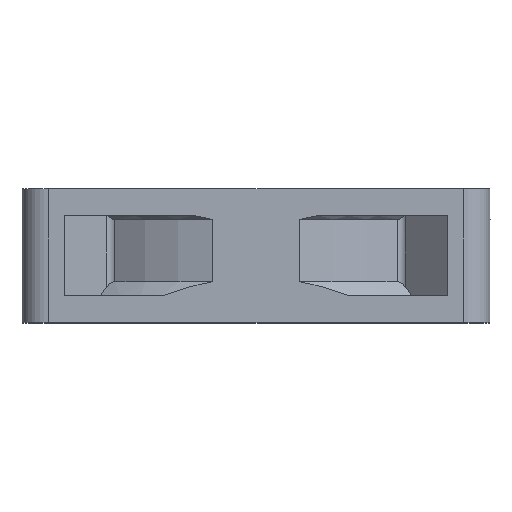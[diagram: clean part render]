
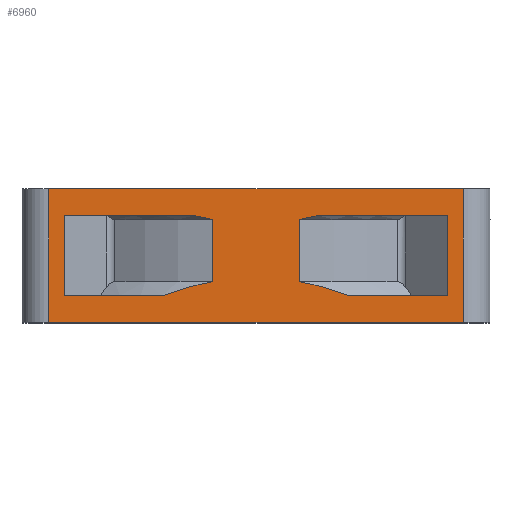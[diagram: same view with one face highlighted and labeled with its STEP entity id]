
A CAD part, top view. The second image highlights one B-rep face of the part: STEP entity #6960.
In plain terms, the highlighted planar face has unit normal (0, 0, 1).
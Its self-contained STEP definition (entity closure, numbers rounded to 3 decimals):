
#29=DIRECTION('',(-1.,0.,0.));
#30=VECTOR('',#29,62.);
#31=CARTESIAN_POINT('',(31.,20.,35.));
#32=LINE('',#31,#30);
#339=DIRECTION('',(1.,0.,0.));
#340=VECTOR('',#339,62.);
#341=CARTESIAN_POINT('',(-31.,0.,35.));
#342=LINE('',#341,#340);
#1528=DIRECTION('',(0.,-1.,0.));
#1529=VECTOR('',#1528,20.);
#1530=CARTESIAN_POINT('',(31.,20.,35.));
#1531=LINE('',#1530,#1529);
#1532=DIRECTION('',(0.,-1.,0.));
#1533=VECTOR('',#1532,12.);
#1534=CARTESIAN_POINT('',(-28.636,16.,35.));
#1535=LINE('',#1534,#1533);
#1536=DIRECTION('',(1.,0.,0.));
#1537=VECTOR('',#1536,14.595);
#1538=CARTESIAN_POINT('',(-28.636,4.,35.));
#1539=LINE('',#1538,#1537);
#1540=CARTESIAN_POINT('',(-6.508,15.389,35.));
#1541=CARTESIAN_POINT('',(-6.815,15.445,35.));
#1542=CARTESIAN_POINT('',(-7.43,15.565,35.));
#1543=CARTESIAN_POINT('',(-8.355,15.768,35.));
#1544=CARTESIAN_POINT('',(-8.976,15.92,35.));
#1545=CARTESIAN_POINT('',(-9.287,16.,35.));
#1547=DIRECTION('',(1.,0.,0.));
#1548=VECTOR('',#1547,14.595);
#1549=CARTESIAN_POINT('',(14.041,4.,35.));
#1550=LINE('',#1549,#1548);
#1551=CARTESIAN_POINT('',(9.287,16.,35.));
#1552=CARTESIAN_POINT('',(8.976,15.92,35.));
#1553=CARTESIAN_POINT('',(8.355,15.768,35.));
#1554=CARTESIAN_POINT('',(7.429,15.565,35.));
#1555=CARTESIAN_POINT('',(6.815,15.445,35.));
#1556=CARTESIAN_POINT('',(6.509,15.389,35.));
#1558=DIRECTION('',(0.,-1.,0.));
#1559=VECTOR('',#1558,9.277);
#1560=CARTESIAN_POINT('',(6.509,15.389,35.));
#1561=LINE('',#1560,#1559);
#1562=DIRECTION('',(0.,-1.,0.));
#1563=VECTOR('',#1562,20.);
#1564=CARTESIAN_POINT('',(-31.,20.,35.));
#1565=LINE('',#1564,#1563);
#2823=DIRECTION('',(1.,0.,0.));
#2824=VECTOR('',#2823,19.349);
#2825=CARTESIAN_POINT('',(-28.636,16.,35.));
#2826=LINE('',#2825,#2824);
#2864=DIRECTION('',(0.,-1.,0.));
#2865=VECTOR('',#2864,9.277);
#2866=CARTESIAN_POINT('',(-6.508,15.389,35.));
#2867=LINE('',#2866,#2865);
#2873=CARTESIAN_POINT('',(-6.508,6.111,35.));
#2874=CARTESIAN_POINT('',(-7.325,5.962,35.));
#2875=CARTESIAN_POINT('',(-8.972,5.606,35.));
#2876=CARTESIAN_POINT('',(-11.471,4.906,35.));
#2877=CARTESIAN_POINT('',(-13.178,4.321,35.));
#2878=CARTESIAN_POINT('',(-14.041,4.,35.));
#2905=DIRECTION('',(0.,-1.,0.));
#2906=VECTOR('',#2905,12.);
#2907=CARTESIAN_POINT('',(28.636,16.,35.));
#2908=LINE('',#2907,#2906);
#2929=CARTESIAN_POINT('',(14.041,4.,35.));
#2930=CARTESIAN_POINT('',(13.176,4.322,35.));
#2931=CARTESIAN_POINT('',(11.466,4.907,35.));
#2932=CARTESIAN_POINT('',(8.968,5.607,35.));
#2933=CARTESIAN_POINT('',(7.323,5.962,35.));
#2934=CARTESIAN_POINT('',(6.508,6.111,35.));
#2973=DIRECTION('',(1.,0.,0.));
#2974=VECTOR('',#2973,19.349);
#2975=CARTESIAN_POINT('',(9.287,16.,35.));
#2976=LINE('',#2975,#2974);
#4192=CARTESIAN_POINT('',(31.,20.,35.));
#4193=VERTEX_POINT('',#4192);
#4194=CARTESIAN_POINT('',(-31.,20.,35.));
#4195=VERTEX_POINT('',#4194);
#4316=CARTESIAN_POINT('',(-31.,0.,35.));
#4317=VERTEX_POINT('',#4316);
#4318=CARTESIAN_POINT('',(31.,0.,35.));
#4319=VERTEX_POINT('',#4318);
#4426=CARTESIAN_POINT('',(-9.287,16.,35.));
#4427=VERTEX_POINT('',#4426);
#4428=VERTEX_POINT('',#1540);
#4436=CARTESIAN_POINT('',(6.508,15.389,35.));
#4437=VERTEX_POINT('',#4436);
#4438=VERTEX_POINT('',#1551);
#4467=CARTESIAN_POINT('',(-6.508,6.111,35.));
#4468=VERTEX_POINT('',#4467);
#4475=CARTESIAN_POINT('',(6.508,6.111,35.));
#4476=VERTEX_POINT('',#4475);
#4530=CARTESIAN_POINT('',(-28.636,16.,35.));
#4531=VERTEX_POINT('',#4530);
#4532=CARTESIAN_POINT('',(-28.636,4.,35.));
#4533=VERTEX_POINT('',#4532);
#4534=CARTESIAN_POINT('',(-14.041,4.,35.));
#4535=VERTEX_POINT('',#4534);
#4536=CARTESIAN_POINT('',(14.041,4.,35.));
#4537=CARTESIAN_POINT('',(28.636,4.,35.));
#4538=VERTEX_POINT('',#4536);
#4539=VERTEX_POINT('',#4537);
#4540=CARTESIAN_POINT('',(28.636,16.,35.));
#4541=VERTEX_POINT('',#4540);
#6920=CARTESIAN_POINT('',(31.,20.,35.));
#6921=DIRECTION('',(0.,0.,-1.));
#6922=DIRECTION('',(-1.,0.,0.));
#6923=AXIS2_PLACEMENT_3D('',#6920,#6921,#6922);
#6924=PLANE('',#6923);
#6925=ORIENTED_EDGE('',*,*,#6912,.T.);
#6926=ORIENTED_EDGE('',*,*,#5646,.F.);
#6928=ORIENTED_EDGE('',*,*,#6927,.F.);
#6929=ORIENTED_EDGE('',*,*,#5375,.F.);
#6930=EDGE_LOOP('',(#6925,#6926,#6928,#6929));
#6931=FACE_OUTER_BOUND('',#6930,.F.);
#6933=ORIENTED_EDGE('',*,*,#6932,.F.);
#6935=ORIENTED_EDGE('',*,*,#6934,.T.);
#6937=ORIENTED_EDGE('',*,*,#6936,.T.);
#6939=ORIENTED_EDGE('',*,*,#6938,.F.);
#6941=ORIENTED_EDGE('',*,*,#6940,.F.);
#6943=ORIENTED_EDGE('',*,*,#6942,.T.);
#6944=EDGE_LOOP('',(#6933,#6935,#6937,#6939,#6941,#6943));
#6945=FACE_BOUND('',#6944,.F.);
#6947=ORIENTED_EDGE('',*,*,#6946,.T.);
#6949=ORIENTED_EDGE('',*,*,#6948,.F.);
#6951=ORIENTED_EDGE('',*,*,#6950,.F.);
#6953=ORIENTED_EDGE('',*,*,#6952,.T.);
#6955=ORIENTED_EDGE('',*,*,#6954,.T.);
#6957=ORIENTED_EDGE('',*,*,#6956,.F.);
#6958=EDGE_LOOP('',(#6947,#6949,#6951,#6953,#6955,#6957));
#6959=FACE_BOUND('',#6958,.F.);
#6960=ADVANCED_FACE('',(#6931,#6945,#6959),#6924,.F.);
#1546=B_SPLINE_CURVE_WITH_KNOTS('',3,(#1540,#1541,#1542,#1543,#1544,#1545),
.UNSPECIFIED.,.F.,.F.,(4,1,1,4),(0.,0.333,0.667,1.),
.UNSPECIFIED.);
#1557=B_SPLINE_CURVE_WITH_KNOTS('',3,(#1551,#1552,#1553,#1554,#1555,#1556),
.UNSPECIFIED.,.F.,.F.,(4,1,1,4),(0.,0.333,0.667,1.),
.UNSPECIFIED.);
#2879=B_SPLINE_CURVE_WITH_KNOTS('',3,(#2873,#2874,#2875,#2876,#2877,#2878),
.UNSPECIFIED.,.F.,.F.,(4,1,1,4),(0.,0.333,0.667,1.),
.UNSPECIFIED.);
#2935=B_SPLINE_CURVE_WITH_KNOTS('',3,(#2929,#2930,#2931,#2932,#2933,#2934),
.UNSPECIFIED.,.F.,.F.,(4,1,1,4),(0.,0.333,0.667,1.),
.UNSPECIFIED.);
#5375=EDGE_CURVE('',#4193,#4195,#32,.T.);
#5646=EDGE_CURVE('',#4317,#4319,#342,.T.);
#6912=EDGE_CURVE('',#4193,#4319,#1531,.T.);
#6927=EDGE_CURVE('',#4195,#4317,#1565,.T.);
#6932=EDGE_CURVE('',#4531,#4427,#2826,.T.);
#6934=EDGE_CURVE('',#4531,#4533,#1535,.T.);
#6936=EDGE_CURVE('',#4533,#4535,#1539,.T.);
#6938=EDGE_CURVE('',#4468,#4535,#2879,.T.);
#6940=EDGE_CURVE('',#4428,#4468,#2867,.T.);
#6942=EDGE_CURVE('',#4428,#4427,#1546,.T.);
#6946=EDGE_CURVE('',#4538,#4539,#1550,.T.);
#6948=EDGE_CURVE('',#4541,#4539,#2908,.T.);
#6950=EDGE_CURVE('',#4438,#4541,#2976,.T.);
#6952=EDGE_CURVE('',#4438,#4437,#1557,.T.);
#6954=EDGE_CURVE('',#4437,#4476,#1561,.T.);
#6956=EDGE_CURVE('',#4538,#4476,#2935,.T.);
